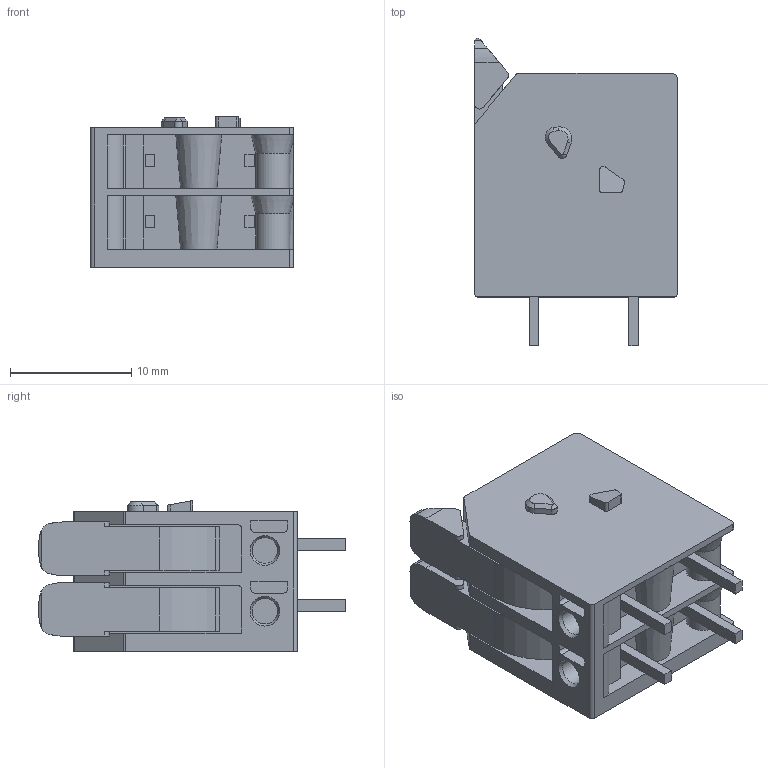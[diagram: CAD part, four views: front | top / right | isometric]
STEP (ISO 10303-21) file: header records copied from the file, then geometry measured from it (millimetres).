
FILE_DESCRIPTION(/* description */ ('STEP AP214'),/* implementation_level */ '2;1');
FILE_NAME(/* name */ '2604-3102',/* time_stamp */ '2023-07-18T14:24:02+02:00',/* author */ ('License CC BY-ND 4.0'),/* organization */ ('CADENAS'),/* preprocessor_version */ 'ST-DEVELOPER v19.3',/* originating_system */ 'PARTsolutions',/* authorisation */ ' ');
FILE_SCHEMA (('AUTOMOTIVE_DESIGN {1 0 10303 214 3 1 1}'));
Length unit declared in the file: millimetre
Products named in the file (1): 2604-3102
Bounding box: 16.7 x 25.3 x 12.4 mm (x, y, z)
Volume: 2962.2 mm3; surface area: 2297.6 mm2
Topology: 1 solids, 1 shells, 250 faces, 650 edges, 416 vertices
Faces by surface type: plane 142, cylinder 79, cone 29
Full cylindrical faces by diameter (mm): 2.1 x2
Entity records: 9390 total; most frequent: CARTESIAN_POINT 1397, DIRECTION 1307, ORIENTED_EDGE 1292, EDGE_CURVE 646, AXIS2_PLACEMENT_3D 436, LINE 435, VECTOR 435, VERTEX_POINT 416
